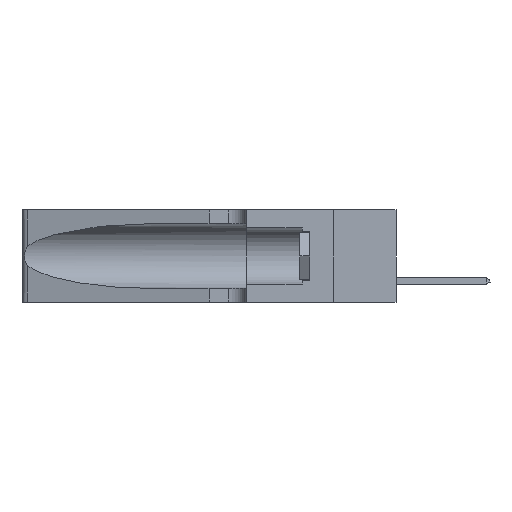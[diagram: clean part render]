
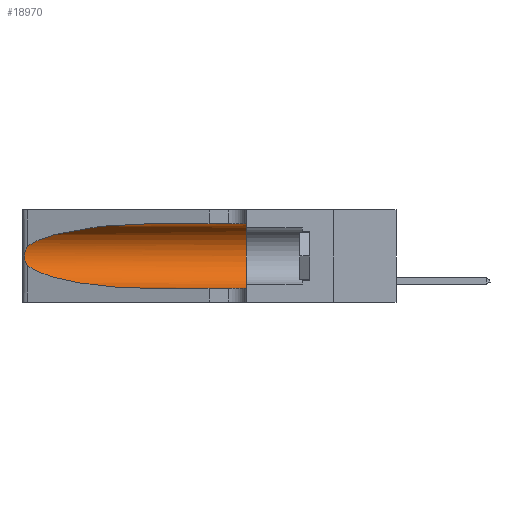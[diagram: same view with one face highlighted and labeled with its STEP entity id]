
A CAD part, left-side view. The second image highlights one B-rep face of the part: STEP entity #18970.
In plain terms, the highlighted cylindrical face has radius 3.308 mm (diameter 6.617 mm), a partial arc.
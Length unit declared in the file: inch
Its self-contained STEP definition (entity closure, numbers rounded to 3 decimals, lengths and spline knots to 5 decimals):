
#2820 = EDGE_CURVE ( 'NONE', #11619, #27127, #15254, .T. ) ;
#2963 = CARTESIAN_POINT ( 'NONE',  ( 0.25487, 1.22718, 0.22369 ) ) ;
#3391 = CARTESIAN_POINT ( 'NONE',  ( 0.1305, 0.72297, 0.05475 ) ) ;
#3736 = CARTESIAN_POINT ( 'NONE',  ( 0.18966, 0.96281, 0.05475 ) ) ;
#5018 =( BOUNDED_CURVE ( )  B_SPLINE_CURVE ( 3, ( #11168, #23673, #3736, #3391 ),
 .UNSPECIFIED., .F., .F. ) 
 B_SPLINE_CURVE_WITH_KNOTS ( ( 4, 4 ),
 ( 3.44316, 4.71239 ),
 .UNSPECIFIED. ) 
 CURVE ( )  GEOMETRIC_REPRESENTATION_ITEM ( )  RATIONAL_B_SPLINE_CURVE ( ( 1., 0.87, 0.87, 1. ) ) 
 REPRESENTATION_ITEM ( '' )  );
#6092 = CARTESIAN_POINT ( 'NONE',  ( 0.1305, 0.35, 0.31525 ) ) ;
#8787 = AXIS2_PLACEMENT_3D ( 'NONE', #37698, #41942, #14023 ) ;
#10048 = ORIENTED_EDGE ( 'NONE', *, *, #42172, .F. ) ;
#10902 = CARTESIAN_POINT ( 'NONE',  ( 0.18966, 0.96281, 0.31525 ) ) ;
#10935 = CARTESIAN_POINT ( 'NONE',  ( 0.25787, 1.23484, 0.2124 ) ) ;
#11168 = CARTESIAN_POINT ( 'NONE',  ( 0.25487, 1.22718, 0.14631 ) ) ;
#11619 = VERTEX_POINT ( 'NONE', #31900 ) ;
#12435 = DIRECTION ( 'NONE',  ( 0., -1., 0. ) ) ;
#14023 = DIRECTION ( 'NONE',  ( 0., 0., 1. ) ) ;
#14673 = B_SPLINE_CURVE_WITH_KNOTS ( 'NONE', 3,
 ( #42693, #30675, #39332, #10935, #39146, #23269, #38982, #14784, #18855, #22912, #14964, #15136, #43411, #51511 ),
 .UNSPECIFIED., .F., .F.,
 ( 4, 2, 2, 2, 2, 2, 4 ),
 ( 0., 0.00027, 0.00053, 0.00107, 0.0016, 0.00187, 0.00214 ),
 .UNSPECIFIED. ) ;
#14784 = CARTESIAN_POINT ( 'NONE',  ( 0.26075, 1.23896, 0.178 ) ) ;
#14964 = CARTESIAN_POINT ( 'NONE',  ( 0.25789, 1.23486, 0.15765 ) ) ;
#15136 = CARTESIAN_POINT ( 'NONE',  ( 0.25639, 1.23186, 0.15144 ) ) ;
#15254 =( BOUNDED_CURVE ( )  B_SPLINE_CURVE ( 3, ( #43731, #10902, #31353, #2963 ),
 .UNSPECIFIED., .F., .F. ) 
 B_SPLINE_CURVE_WITH_KNOTS ( ( 4, 4 ),
 ( 1.5708, 2.84003 ),
 .UNSPECIFIED. ) 
 CURVE ( )  GEOMETRIC_REPRESENTATION_ITEM ( )  RATIONAL_B_SPLINE_CURVE ( ( 1., 0.87, 0.87, 1. ) ) 
 REPRESENTATION_ITEM ( '' )  );
#17459 = CARTESIAN_POINT ( 'NONE',  ( 0.1305, 0.72297, 0.05475 ) ) ;
#18135 = CYLINDRICAL_SURFACE ( 'NONE', #35116, 0.13025 ) ;
#18591 = ORIENTED_EDGE ( 'NONE', *, *, #28735, .T. ) ;
#18855 = CARTESIAN_POINT ( 'NONE',  ( 0.26017, 1.23833, 0.17102 ) ) ;
#18970 = ADVANCED_FACE ( 'NONE', ( #37060 ), #18135, .F. ) ;
#21878 = CARTESIAN_POINT ( 'NONE',  ( 0.25487, 1.22718, 0.22369 ) ) ;
#22147 = LINE ( 'NONE', #24097, #42381 ) ;
#22912 = CARTESIAN_POINT ( 'NONE',  ( 0.25856, 1.23593, 0.16098 ) ) ;
#23269 = CARTESIAN_POINT ( 'NONE',  ( 0.26018, 1.23835, 0.19895 ) ) ;
#23495 = CIRCLE ( 'NONE', #8787, 0.13025 ) ;
#23636 = DIRECTION ( 'NONE',  ( 0., 0., -1. ) ) ;
#23673 = CARTESIAN_POINT ( 'NONE',  ( 0.2373, 1.15595, 0.08982 ) ) ;
#24001 = CARTESIAN_POINT ( 'NONE',  ( 0.1305, 1.61858, 0.185 ) ) ;
#24055 = ORIENTED_EDGE ( 'NONE', *, *, #40462, .T. ) ;
#24097 = CARTESIAN_POINT ( 'NONE',  ( 0.1305, 1.61858, 0.31525 ) ) ;
#25857 = LINE ( 'NONE', #29352, #37860 ) ;
#27127 = VERTEX_POINT ( 'NONE', #21878 ) ;
#28082 = VERTEX_POINT ( 'NONE', #43533 ) ;
#28735 = EDGE_CURVE ( 'NONE', #28082, #44493, #5018, .T. ) ;
#29352 = CARTESIAN_POINT ( 'NONE',  ( 0.1305, 1.61858, 0.05475 ) ) ;
#29553 = VERTEX_POINT ( 'NONE', #51068 ) ;
#30675 = CARTESIAN_POINT ( 'NONE',  ( 0.25555, 1.22994, 0.2215 ) ) ;
#30968 = EDGE_CURVE ( 'NONE', #11619, #42284, #22147, .T. ) ;
#31353 = CARTESIAN_POINT ( 'NONE',  ( 0.2373, 1.15595, 0.28018 ) ) ;
#31900 = CARTESIAN_POINT ( 'NONE',  ( 0.1305, 0.72297, 0.31525 ) ) ;
#33428 = DIRECTION ( 'NONE',  ( 0., -1., 0. ) ) ;
#35116 = AXIS2_PLACEMENT_3D ( 'NONE', #24001, #51713, #23636 ) ;
#37023 = ORIENTED_EDGE ( 'NONE', *, *, #49889, .T. ) ;
#37060 = FACE_OUTER_BOUND ( 'NONE', #37170, .T. ) ;
#37170 = EDGE_LOOP ( 'NONE', ( #41504, #37023, #18591, #24055, #10048, #45930 ) ) ;
#37698 = CARTESIAN_POINT ( 'NONE',  ( 0.1305, 0.35, 0.185 ) ) ;
#37860 = VECTOR ( 'NONE', #33428, 39.37008 ) ;
#38982 = CARTESIAN_POINT ( 'NONE',  ( 0.26075, 1.23896, 0.19203 ) ) ;
#39146 = CARTESIAN_POINT ( 'NONE',  ( 0.25854, 1.2359, 0.20912 ) ) ;
#39332 = CARTESIAN_POINT ( 'NONE',  ( 0.25639, 1.23184, 0.21858 ) ) ;
#40462 = EDGE_CURVE ( 'NONE', #44493, #29553, #25857, .T. ) ;
#41504 = ORIENTED_EDGE ( 'NONE', *, *, #2820, .T. ) ;
#41942 = DIRECTION ( 'NONE',  ( 0., 1., 0. ) ) ;
#42172 = EDGE_CURVE ( 'NONE', #42284, #29553, #23495, .T. ) ;
#42284 = VERTEX_POINT ( 'NONE', #6092 ) ;
#42381 = VECTOR ( 'NONE', #12435, 39.37008 ) ;
#42693 = CARTESIAN_POINT ( 'NONE',  ( 0.25487, 1.22718, 0.22369 ) ) ;
#43411 = CARTESIAN_POINT ( 'NONE',  ( 0.25555, 1.22993, 0.14849 ) ) ;
#43533 = CARTESIAN_POINT ( 'NONE',  ( 0.25487, 1.22718, 0.14631 ) ) ;
#43731 = CARTESIAN_POINT ( 'NONE',  ( 0.1305, 0.72297, 0.31525 ) ) ;
#44493 = VERTEX_POINT ( 'NONE', #17459 ) ;
#45930 = ORIENTED_EDGE ( 'NONE', *, *, #30968, .F. ) ;
#49889 = EDGE_CURVE ( 'NONE', #27127, #28082, #14673, .T. ) ;
#51068 = CARTESIAN_POINT ( 'NONE',  ( 0.1305, 0.35, 0.05475 ) ) ;
#51511 = CARTESIAN_POINT ( 'NONE',  ( 0.25487, 1.22718, 0.14631 ) ) ;
#51713 = DIRECTION ( 'NONE',  ( 0., -1., 0. ) ) ;
